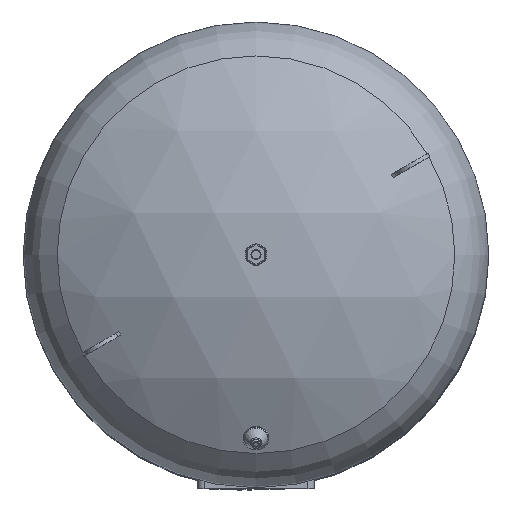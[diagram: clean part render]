
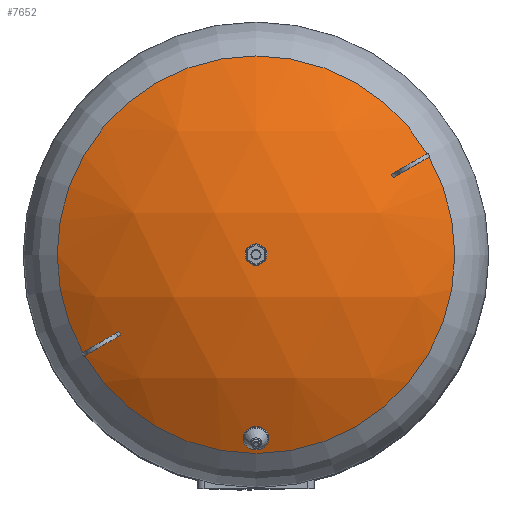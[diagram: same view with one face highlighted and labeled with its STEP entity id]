
A CAD part, top view. The second image highlights one B-rep face of the part: STEP entity #7652.
In plain terms, the highlighted spherical face has radius 594 mm.
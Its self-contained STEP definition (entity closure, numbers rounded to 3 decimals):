
#63=SPHERICAL_SURFACE('',#8355,594.);
#447=CIRCLE('',#8356,315.931);
#984=FACE_OUTER_BOUND('',#1495,.T.);
#1495=EDGE_LOOP('',(#6157));
#3620=VERTEX_POINT('',#12243);
#4535=EDGE_CURVE('',#3620,#3620,#447,.T.);
#6157=ORIENTED_EDGE('',*,*,#4535,.F.);
#7652=ADVANCED_FACE('',(#984),#63,.T.);
#8355=AXIS2_PLACEMENT_3D('',#12242,#9975,#9976);
#8356=AXIS2_PLACEMENT_3D('',#12244,#9977,#9978);
#9975=DIRECTION('center_axis',(0.,-1.,0.));
#9976=DIRECTION('ref_axis',(-1.,0.,0.));
#9977=DIRECTION('center_axis',(0.,0.,
-1.));
#9978=DIRECTION('ref_axis',(1.,0.,0.));
#12242=CARTESIAN_POINT('Origin',(0.,0.,
1244.));
#12243=CARTESIAN_POINT('',(315.931,0.,1747.014));
#12244=CARTESIAN_POINT('Origin',(0.,0.,
1747.014));
